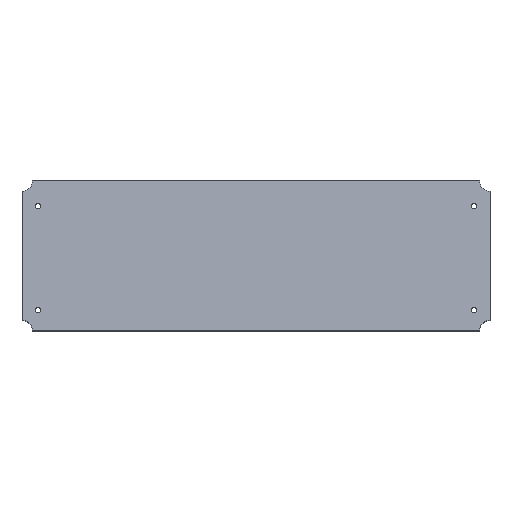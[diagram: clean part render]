
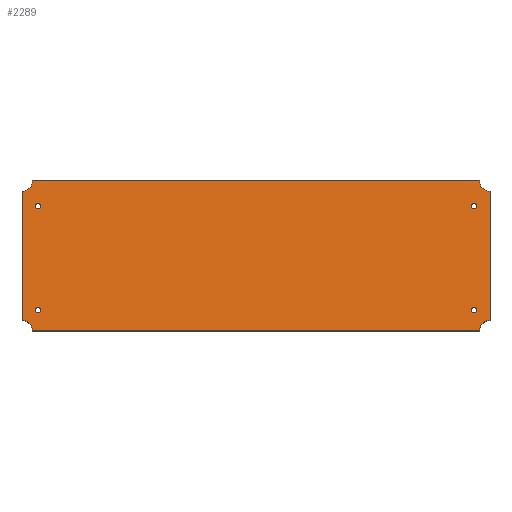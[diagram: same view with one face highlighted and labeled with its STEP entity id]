
A CAD part, top view. The second image highlights one B-rep face of the part: STEP entity #2289.
In plain terms, the highlighted planar face has unit normal (0, 0.104, 0.995).
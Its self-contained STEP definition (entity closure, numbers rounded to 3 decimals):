
#34=FACE_BOUND('',#329,.T.);
#35=FACE_BOUND('',#330,.T.);
#36=FACE_BOUND('',#331,.T.);
#37=FACE_BOUND('',#332,.T.);
#47=CIRCLE('',#2330,1.6);
#49=CIRCLE('',#2334,1.6);
#51=CIRCLE('',#2338,1.6);
#53=CIRCLE('',#2342,1.6);
#54=CIRCLE('',#2344,6.);
#55=CIRCLE('',#2347,6.);
#56=CIRCLE('',#2350,6.);
#57=CIRCLE('',#2353,6.);
#77=PLANE('',#2355);
#199=FACE_OUTER_BOUND('',#328,.T.);
#328=EDGE_LOOP('',(#2066,#2067,#2068,#2069,#2070,#2071,#2072,#2073));
#329=EDGE_LOOP('',(#2074));
#330=EDGE_LOOP('',(#2075));
#331=EDGE_LOOP('',(#2076));
#332=EDGE_LOOP('',(#2077));
#470=LINE('',#4814,#617);
#473=LINE('',#4822,#620);
#476=LINE('',#4830,#623);
#479=LINE('',#4837,#626);
#617=VECTOR('',#2579,10.);
#620=VECTOR('',#2588,10.);
#623=VECTOR('',#2597,10.);
#626=VECTOR('',#2606,10.);
#1022=VERTEX_POINT('',#4779);
#1024=VERTEX_POINT('',#4787);
#1026=VERTEX_POINT('',#4795);
#1028=VERTEX_POINT('',#4803);
#1029=VERTEX_POINT('',#4807);
#1030=VERTEX_POINT('',#4809);
#1031=VERTEX_POINT('',#4813);
#1032=VERTEX_POINT('',#4817);
#1033=VERTEX_POINT('',#4821);
#1034=VERTEX_POINT('',#4825);
#1035=VERTEX_POINT('',#4829);
#1036=VERTEX_POINT('',#4833);
#1355=EDGE_CURVE('',#1022,#1022,#47,.F.);
#1359=EDGE_CURVE('',#1024,#1024,#49,.F.);
#1363=EDGE_CURVE('',#1026,#1026,#51,.F.);
#1367=EDGE_CURVE('',#1028,#1028,#53,.F.);
#1369=EDGE_CURVE('',#1030,#1029,#54,.T.);
#1371=EDGE_CURVE('',#1031,#1030,#470,.T.);
#1373=EDGE_CURVE('',#1032,#1031,#55,.T.);
#1375=EDGE_CURVE('',#1033,#1032,#473,.T.);
#1377=EDGE_CURVE('',#1034,#1033,#56,.T.);
#1379=EDGE_CURVE('',#1035,#1034,#476,.T.);
#1381=EDGE_CURVE('',#1036,#1035,#57,.T.);
#1383=EDGE_CURVE('',#1029,#1036,#479,.T.);
#2066=ORIENTED_EDGE('',*,*,#1383,.T.);
#2067=ORIENTED_EDGE('',*,*,#1381,.T.);
#2068=ORIENTED_EDGE('',*,*,#1379,.T.);
#2069=ORIENTED_EDGE('',*,*,#1377,.T.);
#2070=ORIENTED_EDGE('',*,*,#1375,.T.);
#2071=ORIENTED_EDGE('',*,*,#1373,.T.);
#2072=ORIENTED_EDGE('',*,*,#1371,.T.);
#2073=ORIENTED_EDGE('',*,*,#1369,.T.);
#2074=ORIENTED_EDGE('',*,*,#1355,.T.);
#2075=ORIENTED_EDGE('',*,*,#1359,.T.);
#2076=ORIENTED_EDGE('',*,*,#1363,.T.);
#2077=ORIENTED_EDGE('',*,*,#1367,.T.);
#2289=ADVANCED_FACE('',(#199,#34,#35,#36,#37),#77,.F.);
#2330=AXIS2_PLACEMENT_3D('',#4781,#2539,#2540);
#2334=AXIS2_PLACEMENT_3D('',#4789,#2549,#2550);
#2338=AXIS2_PLACEMENT_3D('',#4797,#2559,#2560);
#2342=AXIS2_PLACEMENT_3D('',#4805,#2569,#2570);
#2344=AXIS2_PLACEMENT_3D('',#4810,#2574,#2575);
#2347=AXIS2_PLACEMENT_3D('',#4818,#2583,#2584);
#2350=AXIS2_PLACEMENT_3D('',#4826,#2592,#2593);
#2353=AXIS2_PLACEMENT_3D('',#4834,#2601,#2602);
#2355=AXIS2_PLACEMENT_3D('',#4838,#2607,#2608);
#2539=DIRECTION('center_axis',(0.,0.105,0.995));
#2540=DIRECTION('ref_axis',(-1.,0.,0.));
#2549=DIRECTION('center_axis',(0.,0.105,0.995));
#2550=DIRECTION('ref_axis',(-1.,0.,0.));
#2559=DIRECTION('center_axis',(0.,0.105,0.995));
#2560=DIRECTION('ref_axis',(-1.,0.,0.));
#2569=DIRECTION('center_axis',(0.,0.105,0.995));
#2570=DIRECTION('ref_axis',(-1.,0.,0.));
#2574=DIRECTION('center_axis',(0.,-0.105,-0.995));
#2575=DIRECTION('ref_axis',(1.,0.,0.));
#2579=DIRECTION('',(1.,0.,0.));
#2583=DIRECTION('center_axis',(0.,-0.105,-0.995));
#2584=DIRECTION('ref_axis',(1.,0.,0.));
#2588=DIRECTION('',(0.,-0.995,0.105));
#2592=DIRECTION('center_axis',(0.,-0.105,-0.995));
#2593=DIRECTION('ref_axis',(1.,0.,0.));
#2597=DIRECTION('',(-1.,0.,0.));
#2601=DIRECTION('center_axis',(0.,-0.105,-0.995));
#2602=DIRECTION('ref_axis',(1.,0.,0.));
#2606=DIRECTION('',(0.,0.995,-0.105));
#2607=DIRECTION('center_axis',(0.,-0.105,-0.995));
#2608=DIRECTION('ref_axis',(1.,0.,0.));
#4779=CARTESIAN_POINT('',(-123.4,-34.183,9.606));
#4781=CARTESIAN_POINT('Origin',(-125.,-34.183,9.606));
#4787=CARTESIAN_POINT('',(126.6,-34.183,9.606));
#4789=CARTESIAN_POINT('Origin',(125.,-34.183,9.606));
#4795=CARTESIAN_POINT('',(-123.4,25.488,3.335));
#4797=CARTESIAN_POINT('Origin',(-125.,25.488,3.335));
#4803=CARTESIAN_POINT('',(126.6,25.488,3.335));
#4805=CARTESIAN_POINT('Origin',(125.,25.488,3.335));
#4807=CARTESIAN_POINT('',(134.2,-40.01,10.219));
#4809=CARTESIAN_POINT('',(128.2,-45.977,10.846));
#4810=CARTESIAN_POINT('Origin',(134.2,-45.977,10.846));
#4813=CARTESIAN_POINT('',(-128.2,-45.977,10.846));
#4814=CARTESIAN_POINT('',(-134.2,-45.977,10.846));
#4817=CARTESIAN_POINT('',(-134.2,-40.01,10.219));
#4818=CARTESIAN_POINT('Origin',(-134.2,-45.977,10.846));
#4821=CARTESIAN_POINT('',(-134.2,34.056,2.434));
#4822=CARTESIAN_POINT('',(-134.2,40.023,1.807));
#4825=CARTESIAN_POINT('',(-128.2,40.023,1.807));
#4826=CARTESIAN_POINT('Origin',(-134.2,40.023,1.807));
#4829=CARTESIAN_POINT('',(128.2,40.023,1.807));
#4830=CARTESIAN_POINT('',(134.2,40.023,1.807));
#4833=CARTESIAN_POINT('',(134.2,34.056,2.434));
#4834=CARTESIAN_POINT('Origin',(134.2,40.023,1.807));
#4837=CARTESIAN_POINT('',(134.2,-45.977,10.846));
#4838=CARTESIAN_POINT('Origin',(0.,-2.977,6.326));
